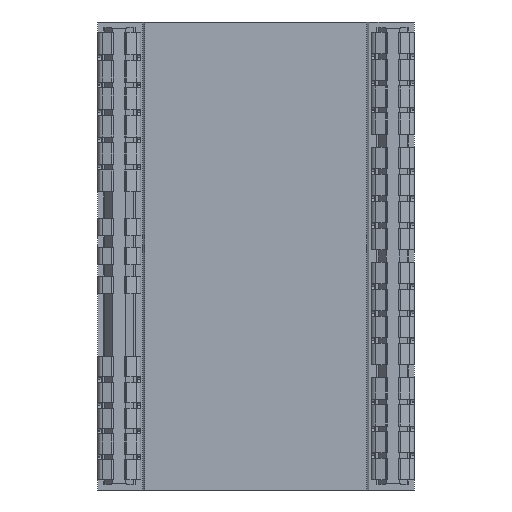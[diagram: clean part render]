
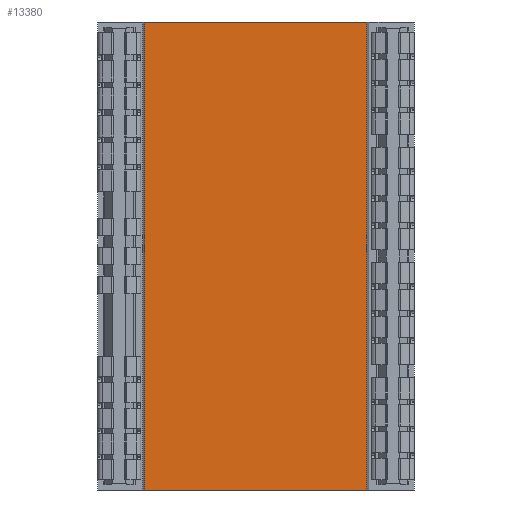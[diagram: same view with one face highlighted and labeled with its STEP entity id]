
A CAD part, front view. The second image highlights one B-rep face of the part: STEP entity #13380.
In plain terms, the highlighted planar face has unit normal (0, -1, 0).
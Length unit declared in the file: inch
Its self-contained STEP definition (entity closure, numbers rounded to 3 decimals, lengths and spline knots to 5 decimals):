
#5735 = CARTESIAN_POINT ( 'NONE',  ( -0.29936, 0.01265, -0.63976 ) ) ;
#5744 = CARTESIAN_POINT ( 'NONE',  ( 0.30775, 0.01265, -0.63976 ) ) ;
#5746 = CARTESIAN_POINT ( 'NONE',  ( -0.29936, 0.01265, 0.63976 ) ) ;
#5748 = CARTESIAN_POINT ( 'NONE',  ( 0.30775, 0.01265, 0.63976 ) ) ;
#11413 = ORIENTED_EDGE ( 'NONE', *, *, #16531, .F. ) ;
#11414 = ORIENTED_EDGE ( 'NONE', *, *, #16526, .F. ) ;
#11423 = ORIENTED_EDGE ( 'NONE', *, *, #16535, .T. ) ;
#11425 = ORIENTED_EDGE ( 'NONE', *, *, #16532, .T. ) ;
#12526 = AXIS2_PLACEMENT_3D ( 'NONE', #53530, #53531, #53532 ) ;
#13380 = ADVANCED_FACE ( 'NONE', ( #33912 ), #53529, .F. ) ;
#16526 = EDGE_CURVE ( 'NONE', #54584, #54586, #20805, .T. ) ;
#16531 = EDGE_CURVE ( 'NONE', #54586, #54582, #20807, .T. ) ;
#16532 = EDGE_CURVE ( 'NONE', #54584, #54573, #20808, .T. ) ;
#16535 = EDGE_CURVE ( 'NONE', #54573, #54582, #20811, .T. ) ;
#20044 = CARTESIAN_POINT ( 'NONE',  ( -0.29936, 0.01265, 0.63976 ) ) ;
#20045 = DIRECTION ( 'NONE',  ( 1., 0., 0. ) ) ;
#20048 = CARTESIAN_POINT ( 'NONE',  ( 0.30775, 0.01265, 0.63976 ) ) ;
#20049 = DIRECTION ( 'NONE',  ( 0., 0., -1. ) ) ;
#20050 = CARTESIAN_POINT ( 'NONE',  ( -0.29936, 0.01265, 0.63976 ) ) ;
#20051 = DIRECTION ( 'NONE',  ( 0., 0., -1. ) ) ;
#20056 = CARTESIAN_POINT ( 'NONE',  ( -0.29936, 0.01265, -0.63976 ) ) ;
#20057 = DIRECTION ( 'NONE',  ( 1., 0., 0. ) ) ;
#20805 = LINE ( 'NONE', #20044, #72843 ) ;
#20807 = LINE ( 'NONE', #20048, #72991 ) ;
#20808 = LINE ( 'NONE', #20050, #72954 ) ;
#20811 = LINE ( 'NONE', #20056, #72511 ) ;
#33912 = FACE_OUTER_BOUND ( 'NONE', #55425, .T. ) ;
#53529 = PLANE ( 'NONE',  #12526 ) ;
#53530 = CARTESIAN_POINT ( 'NONE',  ( -0.29936, 0.01265, 0.63976 ) ) ;
#53531 = DIRECTION ( 'NONE',  ( 0., 1., 0. ) ) ;
#53532 = DIRECTION ( 'NONE',  ( -1., 0., 0. ) ) ;
#54573 = VERTEX_POINT ( 'NONE', #5735 ) ;
#54582 = VERTEX_POINT ( 'NONE', #5744 ) ;
#54584 = VERTEX_POINT ( 'NONE', #5746 ) ;
#54586 = VERTEX_POINT ( 'NONE', #5748 ) ;
#55425 = EDGE_LOOP ( 'NONE', ( #11423, #11413, #11414, #11425 ) ) ;
#72511 = VECTOR ( 'NONE', #20057, 39.37008 ) ;
#72843 = VECTOR ( 'NONE', #20045, 39.37008 ) ;
#72954 = VECTOR ( 'NONE', #20051, 39.37008 ) ;
#72991 = VECTOR ( 'NONE', #20049, 39.37008 ) ;
